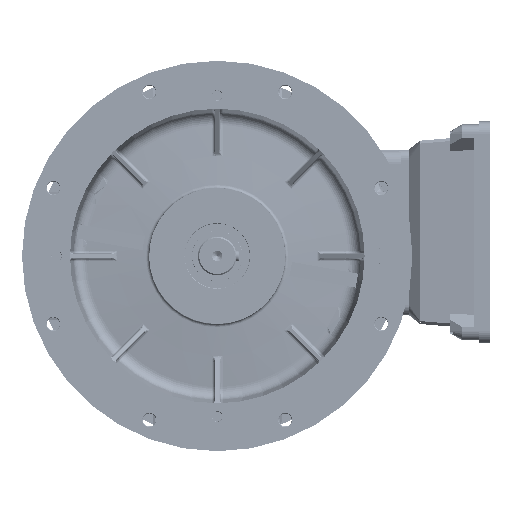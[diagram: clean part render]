
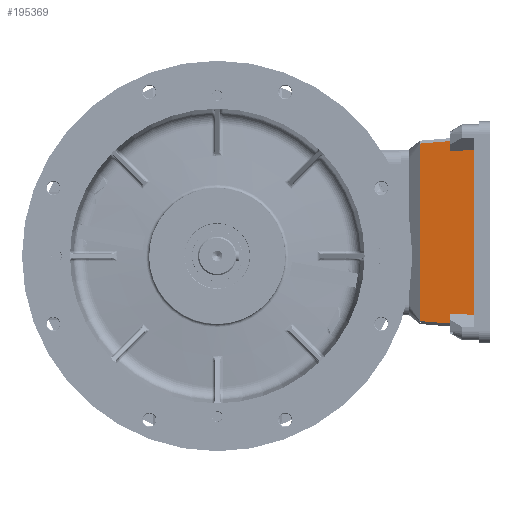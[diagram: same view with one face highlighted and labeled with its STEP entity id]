
A CAD part, left-side view. The second image highlights one B-rep face of the part: STEP entity #195369.
In plain terms, the highlighted face is planar.
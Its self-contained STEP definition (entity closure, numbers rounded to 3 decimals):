
#8924 = VERTEX_POINT ( 'NONE', #227013 ) ;
#10321 = VERTEX_POINT ( 'NONE', #205430 ) ;
#11317 = VERTEX_POINT ( 'NONE', #27075 ) ;
#14004 = CARTESIAN_POINT ( 'NONE',  ( 290., -15., 30. ) ) ;
#14893 = DIRECTION ( 'NONE',  ( 0., -0.082, 0.997 ) ) ;
#17913 = CARTESIAN_POINT ( 'NONE',  ( 290., -15., 30. ) ) ;
#22996 = EDGE_CURVE ( 'NONE', #11317, #8924, #105403, .T. ) ;
#24748 = LINE ( 'NONE', #245395, #228527 ) ;
#25827 = LINE ( 'NONE', #162905, #31687 ) ;
#27075 = CARTESIAN_POINT ( 'NONE',  ( 279.873, -22.5, 121. ) ) ;
#31687 = VECTOR ( 'NONE', #221744, 1000. ) ;
#34508 = CARTESIAN_POINT ( 'NONE',  ( 297.5, -22.5, 121. ) ) ;
#41976 = CARTESIAN_POINT ( 'NONE',  ( 297.5, -20.58, 97.7 ) ) ;
#43043 = DIRECTION ( 'NONE',  ( -0.082, -0.082, 0.993 ) ) ;
#44570 = LINE ( 'NONE', #41976, #116778 ) ;
#50600 = VECTOR ( 'NONE', #213221, 1000. ) ;
#52653 = CARTESIAN_POINT ( 'NONE',  ( -17.5, -22.5, 121. ) ) ;
#55554 = EDGE_CURVE ( 'NONE', #96418, #10321, #44570, .T. ) ;
#55617 = CARTESIAN_POINT ( 'NONE',  ( 2.12, -20.507, 96.82 ) ) ;
#57533 = ORIENTED_EDGE ( 'NONE', *, *, #22996, .F. ) ;
#58167 = LINE ( 'NONE', #55617, #202467 ) ;
#58379 = LINE ( 'NONE', #17913, #235894 ) ;
#67501 = ORIENTED_EDGE ( 'NONE', *, *, #242773, .T. ) ;
#68918 = DIRECTION ( 'NONE',  ( 0.082, -0.082, 0.993 ) ) ;
#70833 = VECTOR ( 'NONE', #68918, 1000. ) ;
#73090 = EDGE_CURVE ( 'NONE', #8924, #92752, #25827, .T. ) ;
#74024 = AXIS2_PLACEMENT_3D ( 'NONE', #34508, #114133, #14893 ) ;
#74819 = VECTOR ( 'NONE', #165390, 1000. ) ;
#74964 = EDGE_CURVE ( 'NONE', #202594, #96418, #24748, .T. ) ;
#75753 = CARTESIAN_POINT ( 'NONE',  ( 295.58, -20.58, 97.7 ) ) ;
#76100 = ORIENTED_EDGE ( 'NONE', *, *, #227125, .F. ) ;
#86426 = VERTEX_POINT ( 'NONE', #97672 ) ;
#92752 = VERTEX_POINT ( 'NONE', #75753 ) ;
#93261 = PLANE ( 'NONE',  #74024 ) ;
#96418 = VERTEX_POINT ( 'NONE', #123066 ) ;
#97672 = CARTESIAN_POINT ( 'NONE',  ( 0.127, -22.5, 121. ) ) ;
#103166 = EDGE_CURVE ( 'NONE', #86426, #11317, #170170, .T. ) ;
#105403 = LINE ( 'NONE', #200772, #74819 ) ;
#114133 = DIRECTION ( 'NONE',  ( 0., 0.997, 0.082 ) ) ;
#116778 = VECTOR ( 'NONE', #124188, 1000. ) ;
#123066 = CARTESIAN_POINT ( 'NONE',  ( -15.58, -20.58, 97.7 ) ) ;
#124188 = DIRECTION ( 'NONE',  ( 1., 0., 0. ) ) ;
#135028 = FACE_OUTER_BOUND ( 'NONE', #142014, .T. ) ;
#137469 = ORIENTED_EDGE ( 'NONE', *, *, #73090, .F. ) ;
#137813 = DIRECTION ( 'NONE',  ( -0.082, -0.082, 0.993 ) ) ;
#142014 = EDGE_LOOP ( 'NONE', ( #244846, #214622, #243164, #67501, #137469, #57533, #204434, #76100 ) ) ;
#146924 = EDGE_CURVE ( 'NONE', #158967, #202594, #58379, .T. ) ;
#152373 = LINE ( 'NONE', #14004, #70833 ) ;
#157087 = CARTESIAN_POINT ( 'NONE',  ( 290., -15., 30. ) ) ;
#158967 = VERTEX_POINT ( 'NONE', #157087 ) ;
#162905 = CARTESIAN_POINT ( 'NONE',  ( 297.5, -20.58, 97.7 ) ) ;
#165390 = DIRECTION ( 'NONE',  ( -0.082, 0.082, -0.993 ) ) ;
#170170 = LINE ( 'NONE', #52653, #50600 ) ;
#195369 = ADVANCED_FACE ( 'NONE', ( #135028 ), #93261, .F. ) ;
#200772 = CARTESIAN_POINT ( 'NONE',  ( 279.991, -22.618, 122.433 ) ) ;
#202467 = VECTOR ( 'NONE', #137813, 1000. ) ;
#202594 = VERTEX_POINT ( 'NONE', #219534 ) ;
#204434 = ORIENTED_EDGE ( 'NONE', *, *, #103166, .F. ) ;
#205430 = CARTESIAN_POINT ( 'NONE',  ( 2.048, -20.58, 97.7 ) ) ;
#213221 = DIRECTION ( 'NONE',  ( 1., 0., 0. ) ) ;
#214622 = ORIENTED_EDGE ( 'NONE', *, *, #74964, .F. ) ;
#219534 = CARTESIAN_POINT ( 'NONE',  ( -10., -15., 30. ) ) ;
#221744 = DIRECTION ( 'NONE',  ( 1., 0., 0. ) ) ;
#227013 = CARTESIAN_POINT ( 'NONE',  ( 277.952, -20.58, 97.7 ) ) ;
#227125 = EDGE_CURVE ( 'NONE', #10321, #86426, #58167, .T. ) ;
#228527 = VECTOR ( 'NONE', #43043, 1000. ) ;
#235894 = VECTOR ( 'NONE', #256886, 1000. ) ;
#242773 = EDGE_CURVE ( 'NONE', #158967, #92752, #152373, .T. ) ;
#243164 = ORIENTED_EDGE ( 'NONE', *, *, #146924, .F. ) ;
#244846 = ORIENTED_EDGE ( 'NONE', *, *, #55554, .F. ) ;
#245395 = CARTESIAN_POINT ( 'NONE',  ( -10., -15., 30. ) ) ;
#256886 = DIRECTION ( 'NONE',  ( -1., 0., 0. ) ) ;
